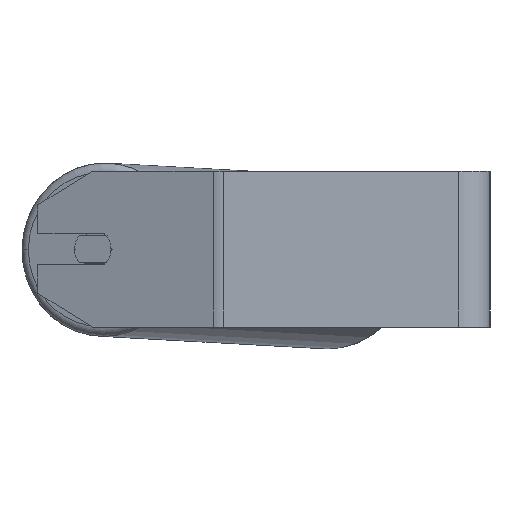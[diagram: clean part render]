
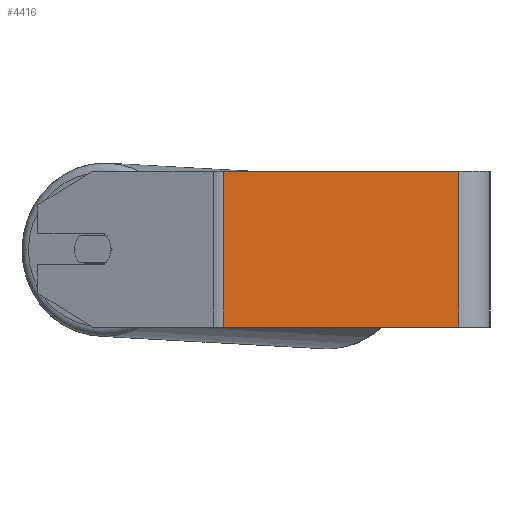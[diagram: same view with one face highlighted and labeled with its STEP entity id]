
A CAD part, left-side view. The second image highlights one B-rep face of the part: STEP entity #4416.
In plain terms, the highlighted planar face has unit normal (-1, 0, 0).
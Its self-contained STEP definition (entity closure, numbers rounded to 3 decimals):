
#161 = VECTOR ( 'NONE', #3971, 1000. ) ;
#174 = FACE_OUTER_BOUND ( 'NONE', #2123, .T. ) ;
#246 = PLANE ( 'NONE',  #3803 ) ;
#289 = VECTOR ( 'NONE', #2450, 1000. ) ;
#325 = ORIENTED_EDGE ( 'NONE', *, *, #3771, .T. ) ;
#372 = CARTESIAN_POINT ( 'NONE',  ( -380., 139.366, -40. ) ) ;
#764 = CARTESIAN_POINT ( 'NONE',  ( -380., 16., 40. ) ) ;
#1216 = EDGE_CURVE ( 'NONE', #3703, #5753, #5229, .T. ) ;
#1314 = LINE ( 'NONE', #5004, #161 ) ;
#1381 = EDGE_CURVE ( 'NONE', #6628, #5753, #2162, .T. ) ;
#1556 = CARTESIAN_POINT ( 'NONE',  ( -380., 16., -40. ) ) ;
#1962 = VECTOR ( 'NONE', #4336, 1000. ) ;
#2123 = EDGE_LOOP ( 'NONE', ( #5079, #3332, #2623, #325 ) ) ;
#2162 = LINE ( 'NONE', #3164, #1962 ) ;
#2324 = DIRECTION ( 'NONE',  ( 1., 0., 0. ) ) ;
#2450 = DIRECTION ( 'NONE',  ( 0., 0., -1. ) ) ;
#2523 = DIRECTION ( 'NONE',  ( 0., -1., 0. ) ) ;
#2570 = EDGE_CURVE ( 'NONE', #6586, #6628, #1314, .T. ) ;
#2623 = ORIENTED_EDGE ( 'NONE', *, *, #2570, .F. ) ;
#3164 = CARTESIAN_POINT ( 'NONE',  ( -380., 16., 40. ) ) ;
#3332 = ORIENTED_EDGE ( 'NONE', *, *, #1381, .F. ) ;
#3703 = VERTEX_POINT ( 'NONE', #5115 ) ;
#3771 = EDGE_CURVE ( 'NONE', #6586, #3703, #5782, .T. ) ;
#3803 = AXIS2_PLACEMENT_3D ( 'NONE', #6727, #2324, #5553 ) ;
#3971 = DIRECTION ( 'NONE',  ( 0., -1., 0. ) ) ;
#4336 = DIRECTION ( 'NONE',  ( 0., 0., -1. ) ) ;
#4416 = ADVANCED_FACE ( 'NONE', ( #174 ), #246, .F. ) ;
#4584 = CARTESIAN_POINT ( 'NONE',  ( -380., 136.544, 40. ) ) ;
#5004 = CARTESIAN_POINT ( 'NONE',  ( -380., 139.366, 40. ) ) ;
#5079 = ORIENTED_EDGE ( 'NONE', *, *, #1216, .T. ) ;
#5115 = CARTESIAN_POINT ( 'NONE',  ( -380., 136.544, -40. ) ) ;
#5229 = LINE ( 'NONE', #372, #5705 ) ;
#5553 = DIRECTION ( 'NONE',  ( 0., 0., -1. ) ) ;
#5705 = VECTOR ( 'NONE', #2523, 1000. ) ;
#5753 = VERTEX_POINT ( 'NONE', #1556 ) ;
#5782 = LINE ( 'NONE', #6356, #289 ) ;
#6356 = CARTESIAN_POINT ( 'NONE',  ( -380., 136.544, 40. ) ) ;
#6586 = VERTEX_POINT ( 'NONE', #4584 ) ;
#6628 = VERTEX_POINT ( 'NONE', #764 ) ;
#6727 = CARTESIAN_POINT ( 'NONE',  ( -380., 139.366, 40. ) ) ;
